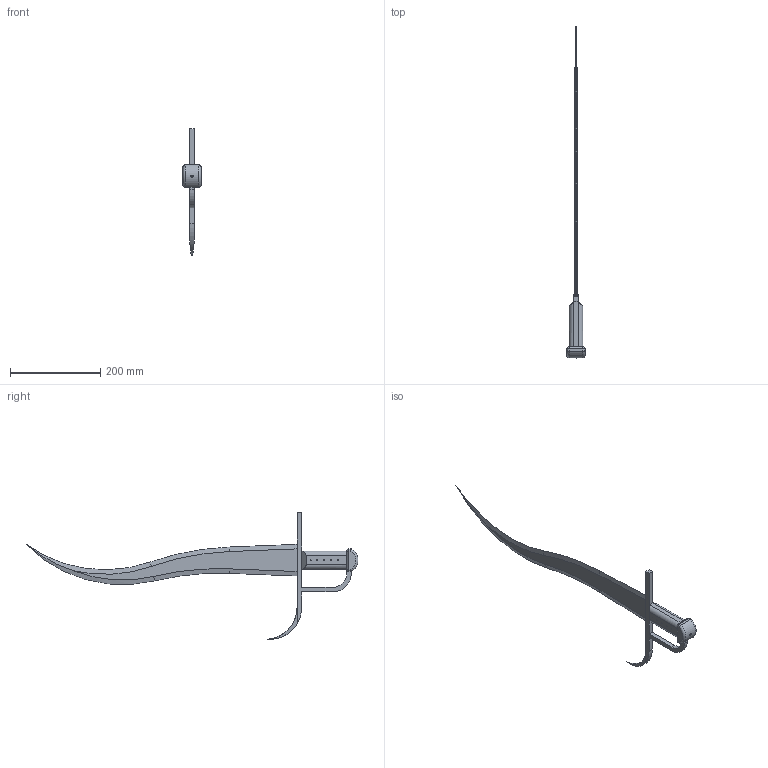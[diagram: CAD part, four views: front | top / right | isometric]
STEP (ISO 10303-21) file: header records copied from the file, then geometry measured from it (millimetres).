
FILE_DESCRIPTION(('FreeCAD Model'),'2;1');
FILE_NAME('Open CASCADE Shape Model','2025-04-14T18:29:20',(''),(''), 'Open CASCADE STEP processor 7.8','FreeCAD','Unknown');
FILE_SCHEMA(('AUTOMOTIVE_DESIGN { 1 0 10303 214 1 1 1 1 }'));
Length unit declared in the file: millimetre
Products named in the file (5): Sword; Blade001; Guard001; Handle001; Pin001
Assembly tree (8 placements, depth 2):
  Sword
    Blade001
    Guard001
    Handle001
    Pin001  x5
Bounding box: 40 x 735 x 280.02 mm (x, y, z)
Volume: 285378.3 mm3; surface area: 101874.9 mm2
Topology: 8 solids, 8 shells, 116 faces, 269 edges, 165 vertices
Faces by surface type: plane 58, cylinder 44, cone 8, sphere 4, torus 2
Full cylindrical faces by diameter (mm): 2 x20, 5 x2
Entity records: 3436 total; most frequent: CARTESIAN_POINT 718, DIRECTION 565, ORIENTED_EDGE 506, EDGE_CURVE 253, AXIS2_PLACEMENT_3D 204, VERTEX_POINT 157, LINE 157, VECTOR 157
